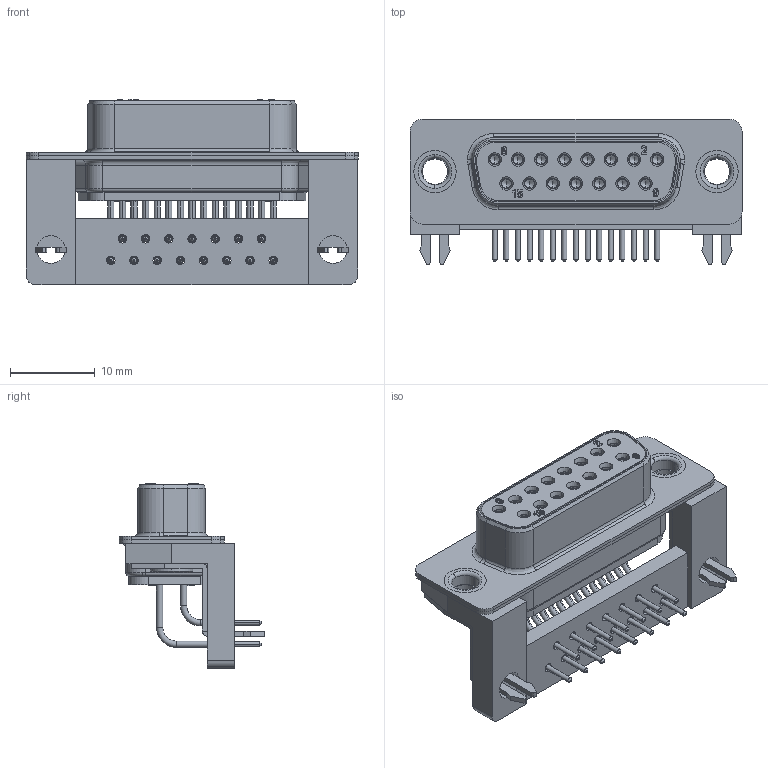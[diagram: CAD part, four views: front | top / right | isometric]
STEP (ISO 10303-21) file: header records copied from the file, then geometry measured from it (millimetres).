
FILE_DESCRIPTION((''),'2;1');
FILE_NAME('212612013.stp','2007-11-05T14:23:25',('martin.rickli'),(''),'Autodesk Inventor 9','Autodesk Inventor 9','');
FILE_SCHEMA(('AUTOMOTIVE_DESIGN { 1 0 10303 214 1 1 1 1 }'));
Length unit declared in the file: millimetre
Products named in the file (10): 060236; 00031a_15; R+B00098g_C15F; R+B00098g_C16F; R+B00151a; R+B00145a; 00570; DE002593; R+B00306a; R+B00104b_female
Assembly tree (24 placements, depth 2):
  060236
    00031a_15
    R+B00098g_C15F  x8
    R+B00098g_C16F  x7
    R+B00151a
    R+B00145a
    00570
    DE002593
    R+B00306a  x2
    R+B00104b_female  x2
Bounding box: 39.2 x 17.2 x 21.85 mm (x, y, z)
Volume: 3304 mm3; surface area: 8783 mm2
Topology: 24 solids, 24 shells, 3409 faces, 8483 edges, 5197 vertices
Faces by surface type: plane 2364, cylinder 500, bspline 241, cone 222, torus 82
Entity records: 35248 total; most frequent: CARTESIAN_POINT 10302, DIRECTION 5232, ORIENTED_EDGE 5188, EDGE_CURVE 2594, AXIS2_PLACEMENT_3D 1951, VERTEX_POINT 1637, VECTOR 1330, LINE 1330
